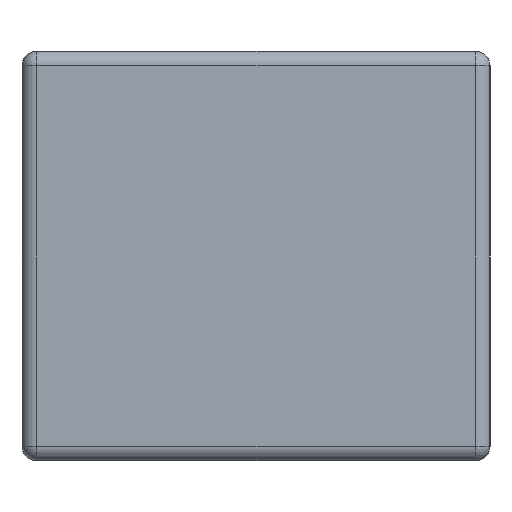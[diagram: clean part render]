
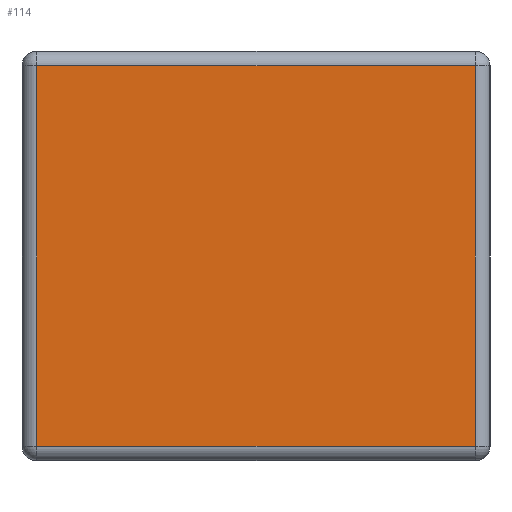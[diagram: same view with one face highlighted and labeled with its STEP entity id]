
A CAD part, left-side view. The second image highlights one B-rep face of the part: STEP entity #114.
In plain terms, the highlighted planar face has unit normal (-1, 0, 0).
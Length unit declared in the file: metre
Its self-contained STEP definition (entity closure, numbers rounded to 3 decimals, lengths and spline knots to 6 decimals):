
#114 = ADVANCED_FACE( '', ( #248 ), #249, .F. );
#248 = FACE_OUTER_BOUND( '', #403, .T. );
#249 = PLANE( '', #404 );
#403 = EDGE_LOOP( '', ( #628, #629, #630, #631 ) );
#404 = AXIS2_PLACEMENT_3D( '', #632, #633, #634 );
#628 = ORIENTED_EDGE( '', *, *, #945, .T. );
#629 = ORIENTED_EDGE( '', *, *, #946, .T. );
#630 = ORIENTED_EDGE( '', *, *, #947, .T. );
#631 = ORIENTED_EDGE( '', *, *, #948, .T. );
#632 = CARTESIAN_POINT( '', ( -0.0008, -0.0004, 0.00035 ) );
#633 = DIRECTION( '', ( 1., 0., 0. ) );
#634 = DIRECTION( '', ( 0., 0., -1. ) );
#945 = EDGE_CURVE( '', #1089, #1137, #1138, .T. );
#946 = EDGE_CURVE( '', #1137, #1021, #1139, .T. );
#947 = EDGE_CURVE( '', #1021, #1140, #1141, .F. );
#948 = EDGE_CURVE( '', #1140, #1089, #1142, .F. );
#1021 = VERTEX_POINT( '', #1221 );
#1089 = VERTEX_POINT( '', #1309 );
#1137 = VERTEX_POINT( '', #1369 );
#1138 = LINE( '', #1370, #1371 );
#1139 = LINE( '', #1372, #1373 );
#1140 = VERTEX_POINT( '', #1374 );
#1141 = LINE( '', #1375, #1376 );
#1142 = LINE( '', #1377, #1378 );
#1221 = CARTESIAN_POINT( '', ( -0.0008, 0.000375, 0.000025 ) );
#1309 = CARTESIAN_POINT( '', ( -0.0008, -0.000375, 0.000675 ) );
#1369 = CARTESIAN_POINT( '', ( -0.0008, 0.000375, 0.000675 ) );
#1370 = CARTESIAN_POINT( '', ( -0.0008, -0.0004, 0.000675 ) );
#1371 = VECTOR( '', #1575, 1. );
#1372 = CARTESIAN_POINT( '', ( -0.0008, 0.000375, 0.00035 ) );
#1373 = VECTOR( '', #1576, 1. );
#1374 = CARTESIAN_POINT( '', ( -0.0008, -0.000375, 0.000025 ) );
#1375 = CARTESIAN_POINT( '', ( -0.0008, -0.0004, 0.000025 ) );
#1376 = VECTOR( '', #1577, 1. );
#1377 = CARTESIAN_POINT( '', ( -0.0008, -0.000375, 0.0007 ) );
#1378 = VECTOR( '', #1578, 1. );
#1575 = DIRECTION( '', ( 0., 1., 0. ) );
#1576 = DIRECTION( '', ( 0., 0., -1. ) );
#1577 = DIRECTION( '', ( 0., 1., 0. ) );
#1578 = DIRECTION( '', ( 0., 0., -1. ) );
